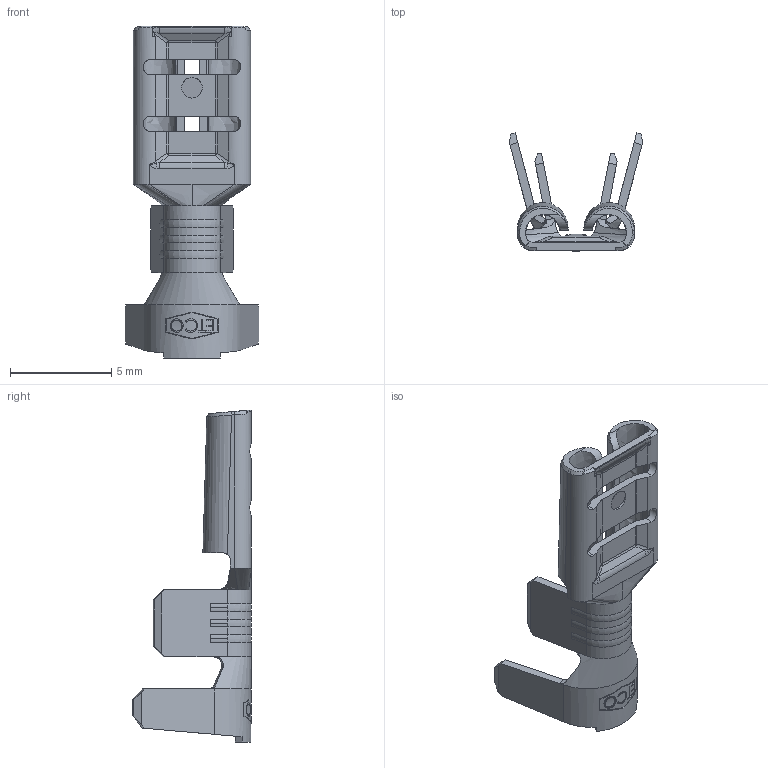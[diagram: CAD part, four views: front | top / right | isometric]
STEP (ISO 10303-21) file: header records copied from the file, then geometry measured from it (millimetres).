
FILE_DESCRIPTION (( 'STEP AP203' ), '1' );
FILE_NAME ('07959.STEP', '2015-02-18T17:51:50', ( '' ), ( '' ), 'SwSTEP 2.0', 'SolidWorks 2014', '' );
FILE_SCHEMA (( 'CONFIG_CONTROL_DESIGN' ));
Length unit declared in the file: inch
Products named in the file (1): 07959
Bounding box: 6.6 x 5.86 x 16.38 mm (x, y, z)
Volume: 67.3 mm3; surface area: 383.9 mm2
Topology: 1 solids, 1 shells, 333 faces, 872 edges, 532 vertices
Faces by surface type: plane 150, bspline 85, cylinder 79, cone 8, sphere 8, torus 3
Entity records: 11756 total; most frequent: CARTESIAN_POINT 4316, ORIENTED_EDGE 1716, DIRECTION 1281, EDGE_CURVE 858, VERTEX_POINT 532, LINE 447, VECTOR 447, AXIS2_PLACEMENT_3D 417
